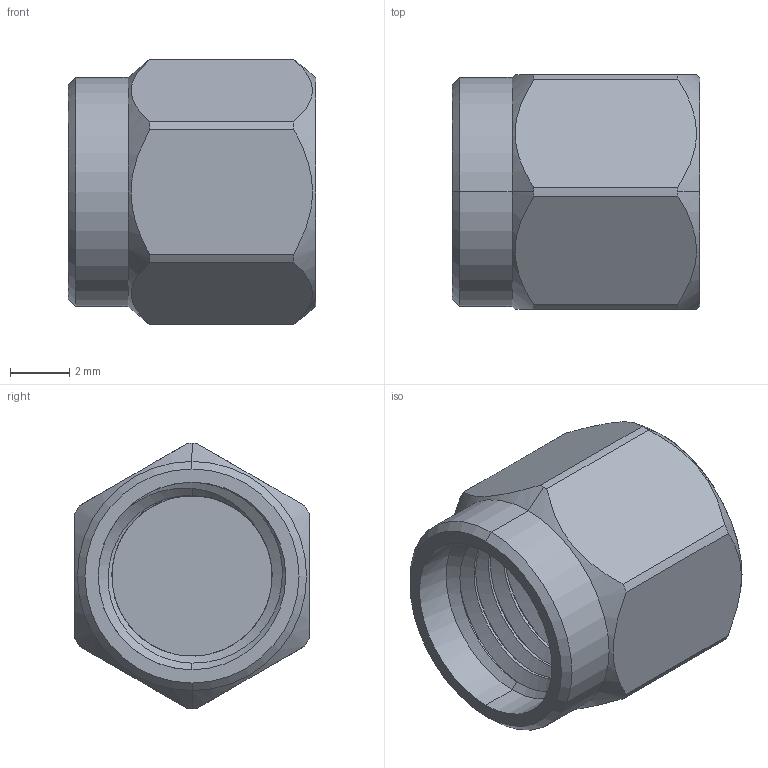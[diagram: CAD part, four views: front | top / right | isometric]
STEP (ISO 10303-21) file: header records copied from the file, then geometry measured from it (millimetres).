
FILE_DESCRIPTION (( 'STEP AP214' ), '1' );
FILE_NAME ('SC2166_3D.step', '2023-11-14T15:12:16', ( '' ), ( '' ), 'SwSTEP 2.0', 'SolidWorks 2022', '' );
FILE_SCHEMA (( 'AUTOMOTIVE_DESIGN' ));
Length unit declared in the file: inch
Products named in the file (1): SC2166_3D
Bounding box: 8.4 x 7.94 x 8.99 mm (x, y, z)
Volume: 293.9 mm3; surface area: 460.6 mm2
Topology: 1 solids, 1 shells, 45 faces, 115 edges, 73 vertices
Faces by surface type: cylinder 24, cone 9, plane 9, bspline 3
Entity records: 2589 total; most frequent: CARTESIAN_POINT 1560, ORIENTED_EDGE 230, DIRECTION 186, EDGE_CURVE 115, AXIS2_PLACEMENT_3D 74, VERTEX_POINT 73, EDGE_LOOP 46, FACE_OUTER_BOUND 45
